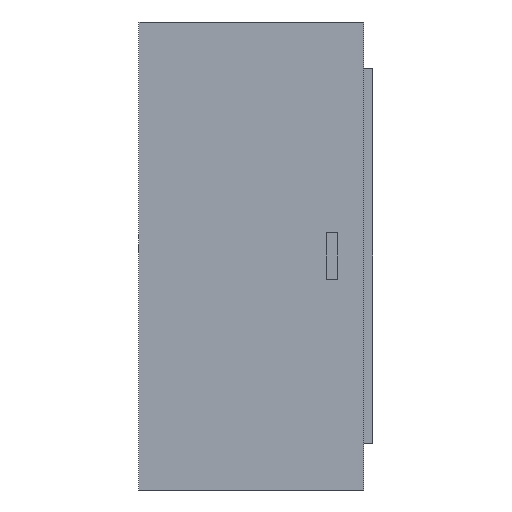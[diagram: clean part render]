
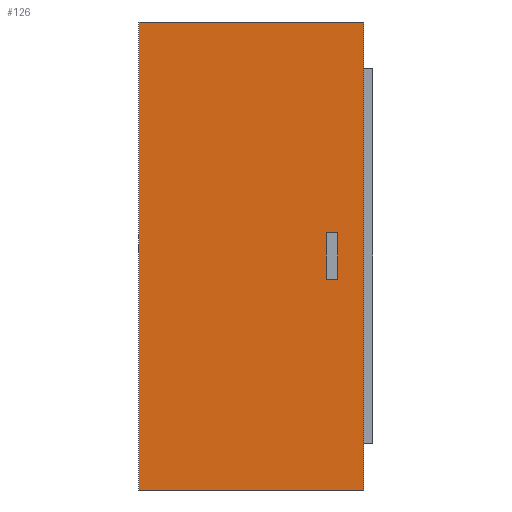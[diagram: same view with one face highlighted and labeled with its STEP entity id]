
A CAD part, left-side view. The second image highlights one B-rep face of the part: STEP entity #126.
In plain terms, the highlighted planar face has unit normal (-1, 0, 0).
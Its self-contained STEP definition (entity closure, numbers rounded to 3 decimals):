
#1 = FACE_OUTER_BOUND ( 'NONE', #149, .T. ) ;
#8 = EDGE_LOOP ( 'NONE', ( #962, #203, #977, #40 ) ) ;
#24 = VERTEX_POINT ( 'NONE', #586 ) ;
#40 = ORIENTED_EDGE ( 'NONE', *, *, #893, .F. ) ;
#48 = DIRECTION ( 'NONE',  ( 0., -1., 0. ) ) ;
#51 = DIRECTION ( 'NONE',  ( 0., 1., 0. ) ) ;
#70 = VECTOR ( 'NONE', #549, 1000. ) ;
#87 = LINE ( 'NONE', #585, #534 ) ;
#102 = DIRECTION ( 'NONE',  ( 0., 0., -1. ) ) ;
#126 = ADVANCED_FACE ( 'NONE', ( #749, #1 ), #1228, .F. ) ;
#137 = VECTOR ( 'NONE', #1385, 1000. ) ;
#149 = EDGE_LOOP ( 'NONE', ( #662, #729, #1491, #421 ) ) ;
#203 = ORIENTED_EDGE ( 'NONE', *, *, #1517, .F. ) ;
#282 = EDGE_CURVE ( 'NONE', #1307, #24, #1039, .T. ) ;
#297 = VECTOR ( 'NONE', #379, 1000. ) ;
#312 = VERTEX_POINT ( 'NONE', #1359 ) ;
#352 = VERTEX_POINT ( 'NONE', #984 ) ;
#379 = DIRECTION ( 'NONE',  ( 0., 0., 1. ) ) ;
#412 = CARTESIAN_POINT ( 'NONE',  ( -0.8, 0.48, -0.5 ) ) ;
#421 = ORIENTED_EDGE ( 'NONE', *, *, #1205, .T. ) ;
#494 = CARTESIAN_POINT ( 'NONE',  ( -0.8, 0.055, -0.05 ) ) ;
#524 = VERTEX_POINT ( 'NONE', #1114 ) ;
#534 = VECTOR ( 'NONE', #102, 1000. ) ;
#542 = CARTESIAN_POINT ( 'NONE',  ( -0.8, 0.48, 0.5 ) ) ;
#549 = DIRECTION ( 'NONE',  ( 0., -1., 0. ) ) ;
#585 = CARTESIAN_POINT ( 'NONE',  ( -0.8, 0.08, -0.05 ) ) ;
#586 = CARTESIAN_POINT ( 'NONE',  ( -0.8, 0., 0.5 ) ) ;
#608 = LINE ( 'NONE', #494, #801 ) ;
#629 = DIRECTION ( 'NONE',  ( 0., 0., -1. ) ) ;
#655 = CARTESIAN_POINT ( 'NONE',  ( -0.8, 0.48, 0.5 ) ) ;
#662 = ORIENTED_EDGE ( 'NONE', *, *, #282, .T. ) ;
#669 = EDGE_CURVE ( 'NONE', #1485, #24, #1490, .T. ) ;
#708 = VERTEX_POINT ( 'NONE', #1165 ) ;
#722 = CARTESIAN_POINT ( 'NONE',  ( -0.8, 0., -0.5 ) ) ;
#729 = ORIENTED_EDGE ( 'NONE', *, *, #669, .F. ) ;
#747 = LINE ( 'NONE', #542, #297 ) ;
#749 = FACE_BOUND ( 'NONE', #8, .T. ) ;
#772 = EDGE_CURVE ( 'NONE', #524, #312, #87, .T. ) ;
#775 = CARTESIAN_POINT ( 'NONE',  ( -0.8, 0.48, 0.5 ) ) ;
#794 = CARTESIAN_POINT ( 'NONE',  ( -0.8, 0.08, -0.05 ) ) ;
#801 = VECTOR ( 'NONE', #1562, 1000. ) ;
#856 = CARTESIAN_POINT ( 'NONE',  ( -0.8, 0.055, 0.05 ) ) ;
#893 = EDGE_CURVE ( 'NONE', #1332, #524, #1036, .T. ) ;
#903 = VECTOR ( 'NONE', #48, 1000. ) ;
#914 = LINE ( 'NONE', #794, #70 ) ;
#962 = ORIENTED_EDGE ( 'NONE', *, *, #1294, .F. ) ;
#974 = VECTOR ( 'NONE', #51, 1000. ) ;
#977 = ORIENTED_EDGE ( 'NONE', *, *, #772, .F. ) ;
#984 = CARTESIAN_POINT ( 'NONE',  ( -0.8, 0.48, -0.5 ) ) ;
#1008 = LINE ( 'NONE', #412, #137 ) ;
#1036 = LINE ( 'NONE', #1373, #974 ) ;
#1039 = LINE ( 'NONE', #1519, #1225 ) ;
#1114 = CARTESIAN_POINT ( 'NONE',  ( -0.8, 0.08, 0.05 ) ) ;
#1165 = CARTESIAN_POINT ( 'NONE',  ( -0.8, 0.055, -0.05 ) ) ;
#1205 = EDGE_CURVE ( 'NONE', #352, #1307, #1008, .T. ) ;
#1216 = DIRECTION ( 'NONE',  ( 1., 0., 0. ) ) ;
#1225 = VECTOR ( 'NONE', #1282, 1000. ) ;
#1228 = PLANE ( 'NONE',  #1240 ) ;
#1240 = AXIS2_PLACEMENT_3D ( 'NONE', #1344, #1216, #629 ) ;
#1282 = DIRECTION ( 'NONE',  ( 0., 0., 1. ) ) ;
#1294 = EDGE_CURVE ( 'NONE', #708, #1332, #608, .T. ) ;
#1307 = VERTEX_POINT ( 'NONE', #722 ) ;
#1332 = VERTEX_POINT ( 'NONE', #856 ) ;
#1344 = CARTESIAN_POINT ( 'NONE',  ( -0.8, 0.48, 0.5 ) ) ;
#1359 = CARTESIAN_POINT ( 'NONE',  ( -0.8, 0.08, -0.05 ) ) ;
#1373 = CARTESIAN_POINT ( 'NONE',  ( -0.8, 0.08, 0.05 ) ) ;
#1385 = DIRECTION ( 'NONE',  ( 0., -1., 0. ) ) ;
#1437 = EDGE_CURVE ( 'NONE', #352, #1485, #747, .T. ) ;
#1485 = VERTEX_POINT ( 'NONE', #655 ) ;
#1490 = LINE ( 'NONE', #775, #903 ) ;
#1491 = ORIENTED_EDGE ( 'NONE', *, *, #1437, .F. ) ;
#1517 = EDGE_CURVE ( 'NONE', #312, #708, #914, .T. ) ;
#1519 = CARTESIAN_POINT ( 'NONE',  ( -0.8, 0., 0.5 ) ) ;
#1562 = DIRECTION ( 'NONE',  ( 0., 0., 1. ) ) ;
